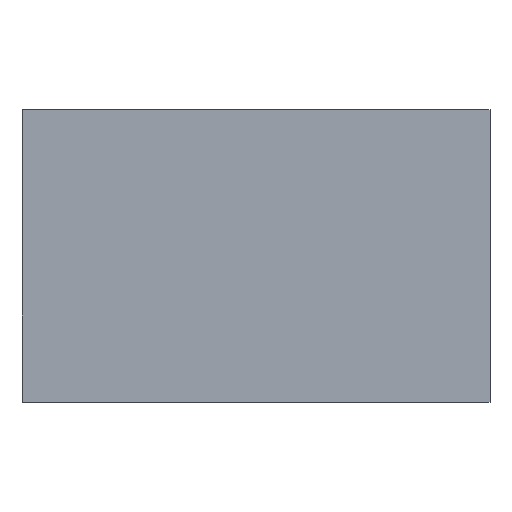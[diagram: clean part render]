
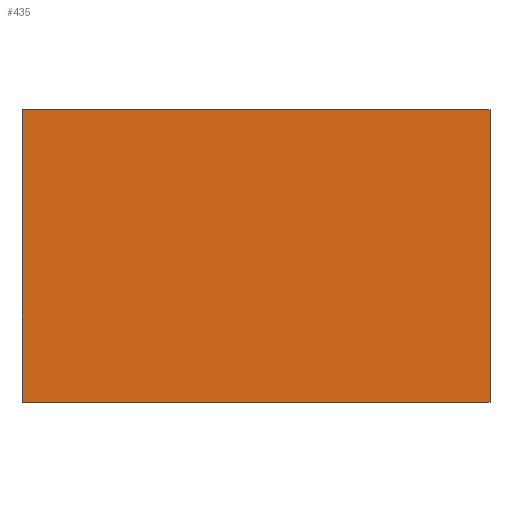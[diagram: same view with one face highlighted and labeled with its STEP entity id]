
A CAD part, top view. The second image highlights one B-rep face of the part: STEP entity #435.
In plain terms, the highlighted planar face has unit normal (0, 0, 1).
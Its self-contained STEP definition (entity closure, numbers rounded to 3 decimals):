
#50=LINE('',#842,#86);
#52=LINE('',#846,#88);
#54=LINE('',#850,#90);
#56=LINE('',#853,#92);
#86=VECTOR('',#514,10.);
#88=VECTOR('',#518,10.);
#90=VECTOR('',#522,10.);
#92=VECTOR('',#526,10.);
#129=FACE_OUTER_BOUND('',#155,.T.);
#155=EDGE_LOOP('',(#389,#390,#391,#392));
#217=VERTEX_POINT('',#839);
#218=VERTEX_POINT('',#841);
#219=VERTEX_POINT('',#845);
#220=VERTEX_POINT('',#849);
#274=EDGE_CURVE('',#217,#218,#50,.T.);
#276=EDGE_CURVE('',#218,#219,#52,.T.);
#278=EDGE_CURVE('',#219,#220,#54,.T.);
#280=EDGE_CURVE('',#220,#217,#56,.T.);
#389=ORIENTED_EDGE('',*,*,#274,.F.);
#390=ORIENTED_EDGE('',*,*,#280,.F.);
#391=ORIENTED_EDGE('',*,*,#278,.F.);
#392=ORIENTED_EDGE('',*,*,#276,.F.);
#411=PLANE('',#467);
#435=ADVANCED_FACE('',(#129),#411,.T.);
#467=AXIS2_PLACEMENT_3D('',#854,#527,#528);
#514=DIRECTION('',(0.,-1.,0.));
#518=DIRECTION('',(-1.,0.,0.));
#522=DIRECTION('',(0.,1.,0.));
#526=DIRECTION('',(1.,0.,0.));
#527=DIRECTION('center_axis',(0.,0.,1.));
#528=DIRECTION('ref_axis',(1.,0.,0.));
#839=CARTESIAN_POINT('',(1.,0.625,0.5));
#841=CARTESIAN_POINT('',(1.,-0.625,0.5));
#842=CARTESIAN_POINT('',(1.,0.625,0.5));
#845=CARTESIAN_POINT('',(-1.,-0.625,0.5));
#846=CARTESIAN_POINT('',(1.,-0.625,0.5));
#849=CARTESIAN_POINT('',(-1.,0.625,0.5));
#850=CARTESIAN_POINT('',(-1.,-0.625,0.5));
#853=CARTESIAN_POINT('',(-1.,0.625,0.5));
#854=CARTESIAN_POINT('Origin',(0.,0.,0.5));
